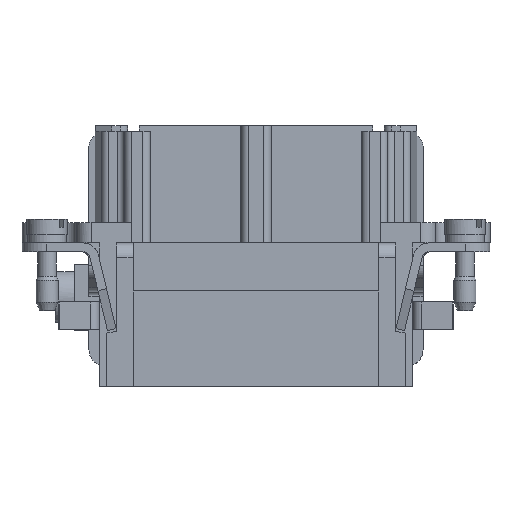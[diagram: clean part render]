
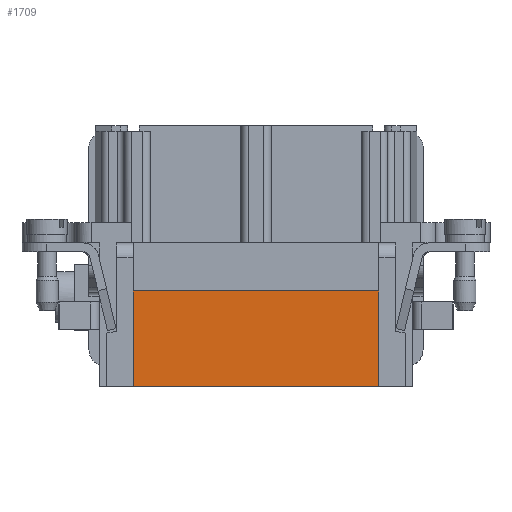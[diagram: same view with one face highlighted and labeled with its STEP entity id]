
A CAD part, front view. The second image highlights one B-rep face of the part: STEP entity #1709.
In plain terms, the highlighted planar face has unit normal (0, -1, 0).
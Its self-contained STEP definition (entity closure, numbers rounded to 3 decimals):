
#1709=ADVANCED_FACE('',(#2840),#2310,.F.);
#2310=PLANE('',#14072);
#2840=FACE_OUTER_BOUND('',#3602,.T.);
#3602=EDGE_LOOP('',(#6233,#6234,#6235,#6236));
#6233=ORIENTED_EDGE('',*,*,#9406,.T.);
#6234=ORIENTED_EDGE('',*,*,#9465,.F.);
#6235=ORIENTED_EDGE('',*,*,#10292,.T.);
#6236=ORIENTED_EDGE('',*,*,#9467,.F.);
#8007=VERTEX_POINT('',#19007);
#8035=VERTEX_POINT('',#19066);
#8091=VERTEX_POINT('',#19184);
#8093=VERTEX_POINT('',#19190);
#9406=EDGE_CURVE('',#8007,#8035,#11181,.T.);
#9465=EDGE_CURVE('',#8091,#8035,#11230,.T.);
#9467=EDGE_CURVE('',#8007,#8093,#11232,.T.);
#10292=EDGE_CURVE('',#8091,#8093,#11726,.T.);
#11181=LINE('',#19067,#12395);
#11230=LINE('',#19185,#12444);
#11232=LINE('',#19189,#12446);
#11726=LINE('',#21093,#12940);
#12395=VECTOR('',#15129,1.);
#12444=VECTOR('',#15204,1.);
#12446=VECTOR('',#15208,1.);
#12940=VECTOR('',#16922,1.);
#14072=AXIS2_PLACEMENT_3D('',#21095,#16925,#16926);
#15129=DIRECTION('',(1.,0.,0.));
#15204=DIRECTION('',(0.,0.,-1.));
#15208=DIRECTION('',(0.,0.,1.));
#16922=DIRECTION('',(-1.,0.,0.));
#16925=DIRECTION('',(0.,1.,0.));
#16926=DIRECTION('',(0.,0.,-1.));
#19007=CARTESIAN_POINT('',(-16.75,-17.,-18.35));
#19066=CARTESIAN_POINT('',(16.75,-17.,-18.35));
#19067=CARTESIAN_POINT('',(-16.75,-17.,-18.35));
#19184=CARTESIAN_POINT('',(16.75,-17.,-5.35));
#19185=CARTESIAN_POINT('',(16.75,-17.,-19.65));
#19189=CARTESIAN_POINT('',(-16.75,-17.,-19.65));
#19190=CARTESIAN_POINT('',(-16.75,-17.,-5.35));
#21093=CARTESIAN_POINT('',(-17.1,-17.,-5.35));
#21095=CARTESIAN_POINT('',(-16.75,-17.,-19.65));
